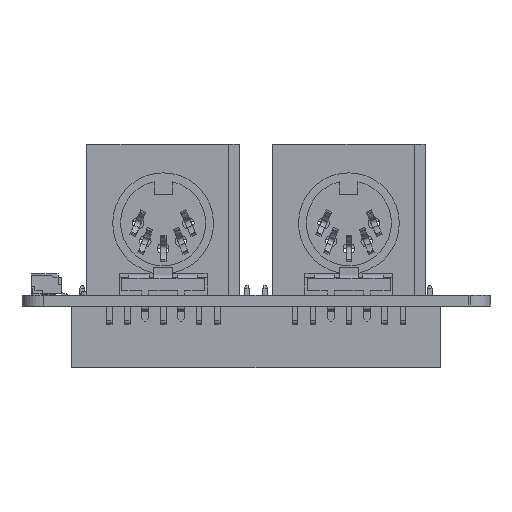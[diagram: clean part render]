
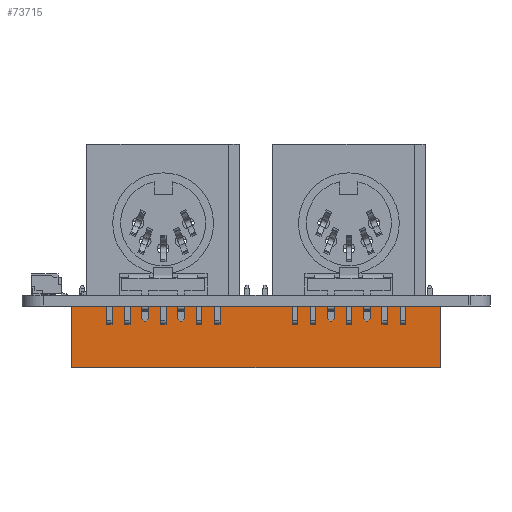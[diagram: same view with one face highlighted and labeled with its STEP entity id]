
A CAD part, front view. The second image highlights one B-rep face of the part: STEP entity #73715.
In plain terms, the highlighted planar face has unit normal (0, -1, 0).
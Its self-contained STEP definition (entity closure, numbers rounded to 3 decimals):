
#8001=PLANE('',#78504);
#12048=FACE_OUTER_BOUND('',#16528,.T.);
#16528=EDGE_LOOP('',(#69167,#69168,#69169,#69170));
#23459=LINE('',#139588,#30399);
#23465=LINE('',#139600,#30405);
#23468=LINE('',#139605,#30408);
#23469=LINE('',#139607,#30409);
#30399=VECTOR('',#93765,1.);
#30405=VECTOR('',#93773,1.);
#30408=VECTOR('',#93780,1.);
#30409=VECTOR('',#93783,1.);
#38127=VERTEX_POINT('',#139585);
#38128=VERTEX_POINT('',#139587);
#38130=VERTEX_POINT('',#139593);
#38133=VERTEX_POINT('',#139598);
#48470=EDGE_CURVE('',#38127,#38128,#23459,.T.);
#48476=EDGE_CURVE('',#38133,#38130,#23465,.T.);
#48479=EDGE_CURVE('',#38128,#38133,#23468,.T.);
#48480=EDGE_CURVE('',#38127,#38130,#23469,.T.);
#69167=ORIENTED_EDGE('',*,*,#48480,.T.);
#69168=ORIENTED_EDGE('',*,*,#48476,.F.);
#69169=ORIENTED_EDGE('',*,*,#48479,.F.);
#69170=ORIENTED_EDGE('',*,*,#48470,.F.);
#73715=ADVANCED_FACE('',(#12048),#8001,.F.);
#78504=AXIS2_PLACEMENT_3D('',#139606,#93781,#93782);
#93765=DIRECTION('',(-1.,0.,0.));
#93773=DIRECTION('',(1.,0.,0.));
#93780=DIRECTION('',(0.,0.,1.));
#93781=DIRECTION('center_axis',(0.,1.,0.));
#93782=DIRECTION('ref_axis',(0.,0.,
1.));
#93783=DIRECTION('',(0.,0.,1.));
#139585=CARTESIAN_POINT('',(58.1,49.96,-10.1));
#139587=CARTESIAN_POINT('',(6.9,49.96,-10.1));
#139588=CARTESIAN_POINT('',(32.5,49.96,-10.1));
#139593=CARTESIAN_POINT('',(58.1,49.96,-1.6));
#139598=CARTESIAN_POINT('',(6.9,49.96,-1.6));
#139600=CARTESIAN_POINT('',(32.5,49.96,-1.6));
#139605=CARTESIAN_POINT('',(6.9,49.96,-5.85));
#139606=CARTESIAN_POINT('Origin',(32.5,49.96,-5.85));
#139607=CARTESIAN_POINT('',(58.1,49.96,-5.85));
